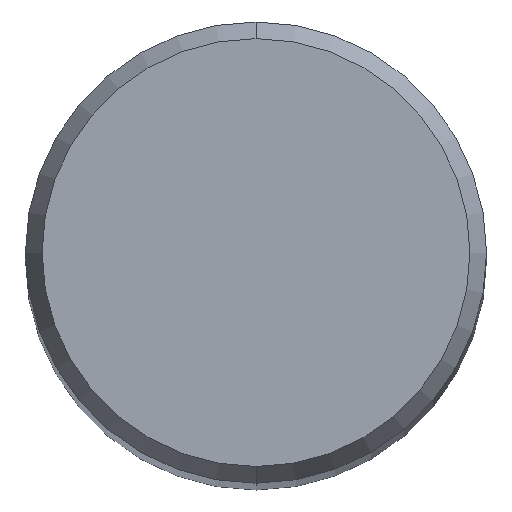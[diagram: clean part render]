
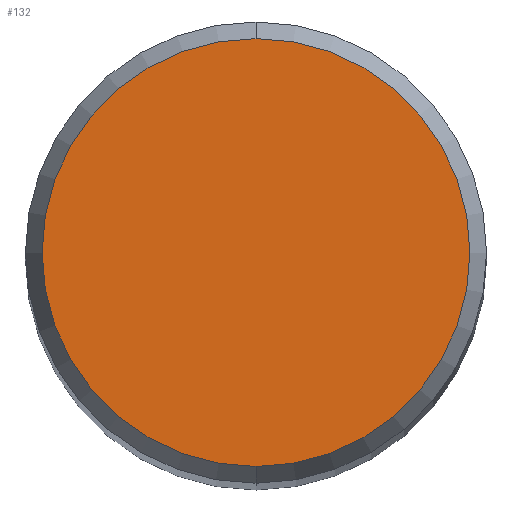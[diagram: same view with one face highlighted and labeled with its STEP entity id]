
A CAD part, top view. The second image highlights one B-rep face of the part: STEP entity #132.
In plain terms, the highlighted planar face has unit normal (0, 0, 1).
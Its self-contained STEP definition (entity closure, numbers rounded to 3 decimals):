
#114=EDGE_CURVE('',#178,#162,#262,.T.);
#132=ADVANCED_FACE('',(#283),#284,.T.);
#162=VERTEX_POINT('',#316);
#178=VERTEX_POINT('',#334);
#188=EDGE_CURVE('',#162,#178,#344,.T.);
#262=CIRCLE('',#420,2.946);
#283=FACE_OUTER_BOUND('',#443,.T.);
#284=PLANE('',#444);
#316=CARTESIAN_POINT('',(0.0,2.946,0.0));
#334=CARTESIAN_POINT('',(0.,-2.946,0.0));
#344=CIRCLE('',#526,2.946);
#420=AXIS2_PLACEMENT_3D('',#600,#601,#602);
#443=EDGE_LOOP('',(#628,#629));
#444=AXIS2_PLACEMENT_3D('',#630,#631,#632);
#526=AXIS2_PLACEMENT_3D('',#694,#695,#696);
#600=CARTESIAN_POINT('',(0.0,0.0,0.0));
#601=DIRECTION('',(0.0,0.0,-1.0));
#602=DIRECTION('',(0.0,1.0,0.0));
#628=ORIENTED_EDGE('',*,*,#188,.F.);
#629=ORIENTED_EDGE('',*,*,#114,.F.);
#630=CARTESIAN_POINT('',(0.0,1.473,0.0));
#631=DIRECTION('',(-0.0,0.0,1.0));
#632=DIRECTION('',(0.0,-1.0,0.0));
#694=CARTESIAN_POINT('',(0.0,0.0,0.0));
#695=DIRECTION('',(0.0,0.0,-1.0));
#696=DIRECTION('',(0.0,1.0,0.0));
